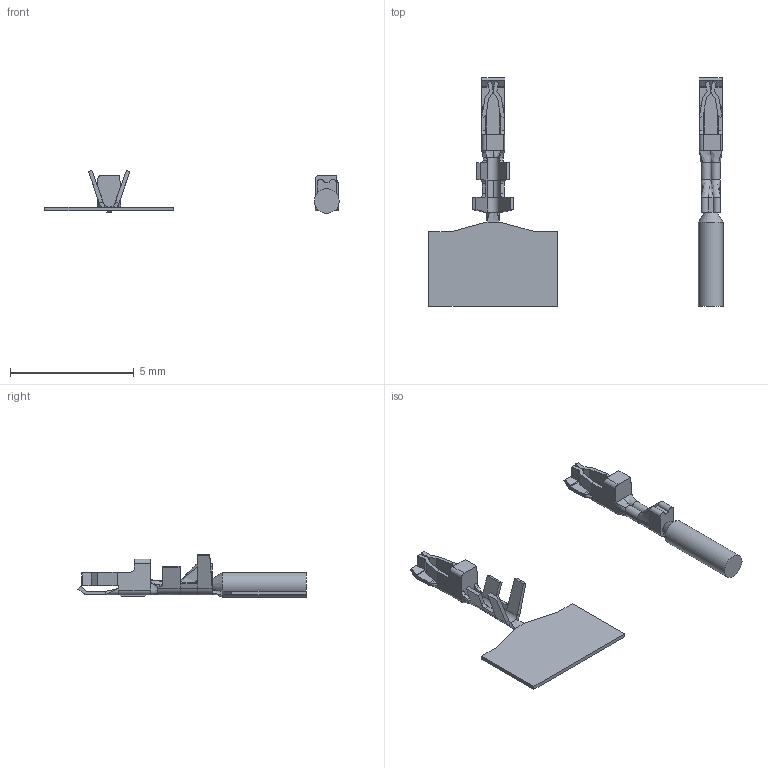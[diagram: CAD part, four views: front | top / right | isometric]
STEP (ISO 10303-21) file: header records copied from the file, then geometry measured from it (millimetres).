
FILE_DESCRIPTION(/* description */ (''),/* implementation_level */ '2;1');
FILE_NAME(/* name */ '5054311000wbm000_01_214.stp',/* time_stamp */ '2022-06-17T16:41:56+05:00',/* author */ (''),/* organization */ (''),/* preprocessor_version */ 'ST-DEVELOPER v16.7',/* originating_system */ 'SIEMENS PLM Software NX 1919',/* authorisation */ '');
FILE_SCHEMA (('AUTOMOTIVE_DESIGN { 1 0 10303 214 3 1 1 1 }'));
Length unit declared in the file: millimetre
Products named in the file (1): 5054311000wbm000_01
Bounding box: 11.9 x 9.23 x 1.74 mm (x, y, z)
Volume: 10.7 mm3; surface area: 101.6 mm2
Topology: 2 solids, 2 shells, 224 faces, 631 edges, 414 vertices
Faces by surface type: plane 130, cylinder 53, bspline 40, cone 1
Full cylindrical faces by diameter (mm): 1 x1
Entity records: 8559 total; most frequent: CARTESIAN_POINT 3114, ORIENTED_EDGE 1256, DIRECTION 950, EDGE_CURVE 628, VERTEX_POINT 413, LINE 406, VECTOR 406, AXIS2_PLACEMENT_3D 272
